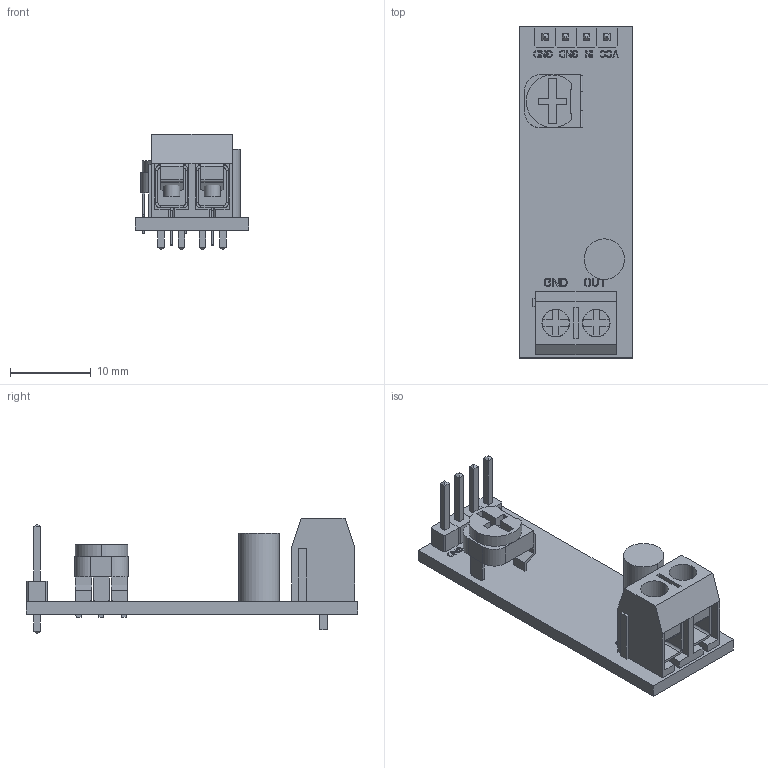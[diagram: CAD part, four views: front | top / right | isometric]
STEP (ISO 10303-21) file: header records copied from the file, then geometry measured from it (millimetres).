
FILE_DESCRIPTION((''),'2;1');
FILE_NAME('LM386GF_ASM','2023-11-29T',('tangl'),(''),'CREO PARAMETRIC BY PTC INC, 2014440','CREO PARAMETRIC BY PTC INC, 2014440','');
FILE_SCHEMA(('AUTOMOTIVE_DESIGN { 1 0 10303 214 1 1 1 1 }'));
Length unit declared in the file: millimetre
Products named in the file (18): LM386GF_PCB; DG-301_2P_1; CLAMP; SCREW; FIN_FULL; CLAMP__1___1_; FIN_FULL__1___1_; DG-301_2P_ASM; DG-301-5_0-2P_ASM; PIN_HEADER_2_54X1; PIN_HEADER__2_54_ASM; PIN_HEADER_2_54-04_ASM; 16V100UF; FILLET3; CHAMFER4; POTENTIOMETER_BLUE_ASM; TRIMPOT_BLUE_ASM; LM386GF_ASM
Assembly tree (21 placements, depth 4):
  LM386GF_ASM
    LM386GF_PCB
    DG-301-5_0-2P_ASM
      DG-301_2P_ASM
        DG-301_2P_1
        CLAMP
        SCREW  x2
        FIN_FULL
        CLAMP__1___1_
        FIN_FULL__1___1_
    PIN_HEADER_2_54-04_ASM
      PIN_HEADER__2_54_ASM
        PIN_HEADER_2_54X1  x4
    16V100UF
    TRIMPOT_BLUE_ASM
      POTENTIOMETER_BLUE_ASM
        FILLET3
        CHAMFER4
Bounding box: 14 x 41 x 14.25 mm (x, y, z)
Volume: 1771 mm3; surface area: 3606.1 mm2
Topology: 15 solids, 15 shells, 1115 faces, 3026 edges, 1980 vertices
Faces by surface type: plane 1009, cylinder 102, bspline 4
Entity records: 41723 total; most frequent: CARTESIAN_POINT 6139, ORIENTED_EDGE 5572, DIRECTION 5104, EDGE_CURVE 2786, PRESENTATION_STYLE_ASSIGNMENT 2782, STYLED_ITEM 2760, CURVE_STYLE 2722, VECTOR 2558
